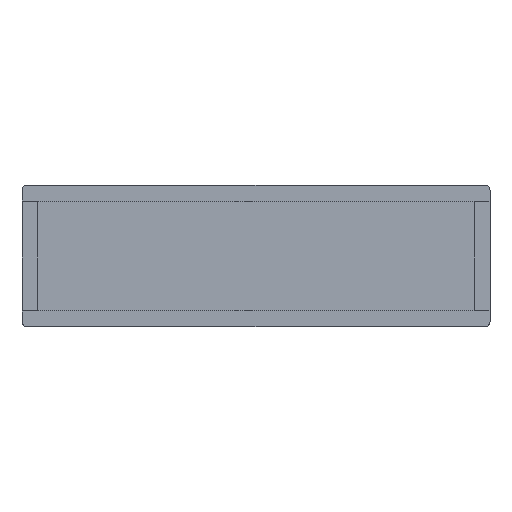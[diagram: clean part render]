
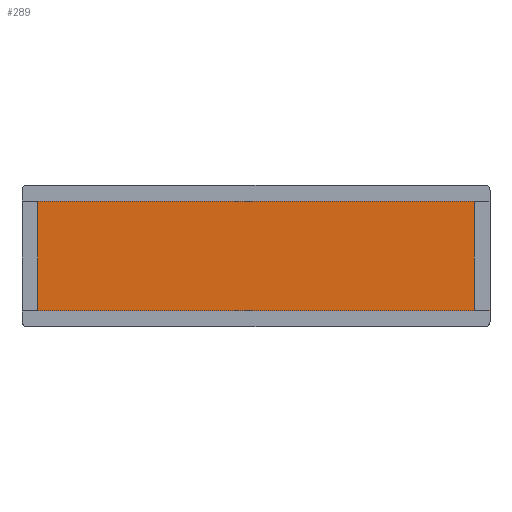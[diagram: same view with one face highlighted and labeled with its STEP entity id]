
A CAD part, top view. The second image highlights one B-rep face of the part: STEP entity #289.
In plain terms, the highlighted planar face has unit normal (0, 0, 1).
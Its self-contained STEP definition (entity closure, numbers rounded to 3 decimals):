
#70=CARTESIAN_POINT('',(73.,21.,3.175));
#71=DIRECTION('',(0.,0.,1.));
#72=DIRECTION('',(1.,0.,0.));
#73=AXIS2_PLACEMENT_3D('',#70,#71,#72);
#75=DIRECTION('',(0.,1.,0.));
#76=VECTOR('',#75,42.);
#77=CARTESIAN_POINT('',(74.5,-21.,3.175));
#78=LINE('',#77,#76);
#79=CARTESIAN_POINT('',(73.,-21.,3.175));
#80=DIRECTION('',(0.,0.,1.));
#81=DIRECTION('',(0.,-1.,0.));
#82=AXIS2_PLACEMENT_3D('',#79,#80,#81);
#84=DIRECTION('',(1.,0.,0.));
#85=VECTOR('',#84,146.);
#86=CARTESIAN_POINT('',(-73.,-22.5,3.175));
#87=LINE('',#86,#85);
#88=CARTESIAN_POINT('',(-73.,-21.,3.175));
#89=DIRECTION('',(0.,0.,1.));
#90=DIRECTION('',(-1.,0.,0.));
#91=AXIS2_PLACEMENT_3D('',#88,#89,#90);
#93=DIRECTION('',(0.,-1.,0.));
#94=VECTOR('',#93,42.);
#95=CARTESIAN_POINT('',(-74.5,21.,3.175));
#96=LINE('',#95,#94);
#97=CARTESIAN_POINT('',(-73.,21.,3.175));
#98=DIRECTION('',(0.,0.,1.));
#99=DIRECTION('',(0.,1.,0.));
#100=AXIS2_PLACEMENT_3D('',#97,#98,#99);
#102=DIRECTION('',(-1.,0.,0.));
#103=VECTOR('',#102,146.);
#104=CARTESIAN_POINT('',(73.,22.5,3.175));
#105=LINE('',#104,#103);
#110=CARTESIAN_POINT('',(74.5,21.,3.175));
#111=VERTEX_POINT('',#110);
#112=CARTESIAN_POINT('',(73.,22.5,3.175));
#113=VERTEX_POINT('',#112);
#118=CARTESIAN_POINT('',(73.,-22.5,3.175));
#119=VERTEX_POINT('',#118);
#120=CARTESIAN_POINT('',(74.5,-21.,3.175));
#121=VERTEX_POINT('',#120);
#126=CARTESIAN_POINT('',(-74.5,-21.,3.175));
#127=VERTEX_POINT('',#126);
#128=CARTESIAN_POINT('',(-73.,-22.5,3.175));
#129=VERTEX_POINT('',#128);
#134=CARTESIAN_POINT('',(-73.,22.5,3.175));
#135=VERTEX_POINT('',#134);
#136=CARTESIAN_POINT('',(-74.5,21.,3.175));
#137=VERTEX_POINT('',#136);
#274=CARTESIAN_POINT('',(0.,0.,3.175));
#275=DIRECTION('',(0.,0.,1.));
#276=DIRECTION('',(1.,0.,0.));
#277=AXIS2_PLACEMENT_3D('',#274,#275,#276);
#278=PLANE('',#277);
#279=ORIENTED_EDGE('',*,*,#170,.F.);
#280=ORIENTED_EDGE('',*,*,#186,.F.);
#281=ORIENTED_EDGE('',*,*,#199,.F.);
#282=ORIENTED_EDGE('',*,*,#214,.F.);
#283=ORIENTED_EDGE('',*,*,#227,.F.);
#284=ORIENTED_EDGE('',*,*,#242,.F.);
#285=ORIENTED_EDGE('',*,*,#255,.F.);
#286=ORIENTED_EDGE('',*,*,#267,.F.);
#287=EDGE_LOOP('',(#279,#280,#281,#282,#283,#284,#285,#286));
#288=FACE_OUTER_BOUND('',#287,.F.);
#289=ADVANCED_FACE('',(#288),#278,.T.);
#74=CIRCLE('',#73,1.5);
#83=CIRCLE('',#82,1.5);
#92=CIRCLE('',#91,1.5);
#101=CIRCLE('',#100,1.5);
#170=EDGE_CURVE('',#111,#113,#74,.T.);
#186=EDGE_CURVE('',#121,#111,#78,.T.);
#199=EDGE_CURVE('',#119,#121,#83,.T.);
#214=EDGE_CURVE('',#129,#119,#87,.T.);
#227=EDGE_CURVE('',#127,#129,#92,.T.);
#242=EDGE_CURVE('',#137,#127,#96,.T.);
#255=EDGE_CURVE('',#135,#137,#101,.T.);
#267=EDGE_CURVE('',#113,#135,#105,.T.);
